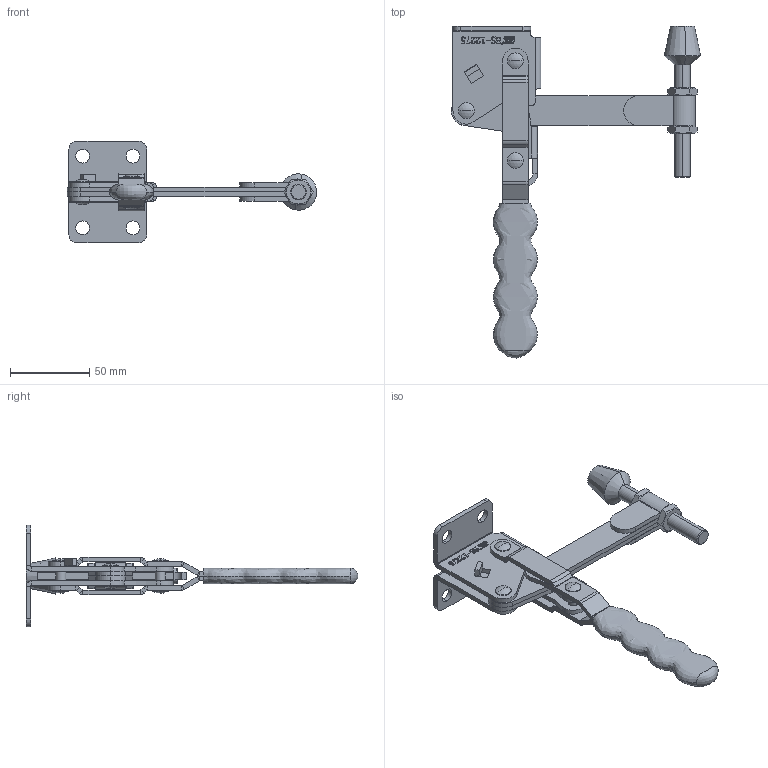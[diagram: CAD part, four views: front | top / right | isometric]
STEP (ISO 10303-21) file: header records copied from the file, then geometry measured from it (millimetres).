
FILE_DESCRIPTION (( 'STEP AP203' ), '1' );
FILE_NAME ('HS-12275装配体.STEP', '2018-12-07T01:25:46', ( 'PCOS' ), ( '微软中国' ), 'SwSTEP 2.0', 'SolidWorks 2012', '' );
FILE_SCHEMA (( 'CONFIG_CONTROL_DESIGN' ));
Length unit declared in the file: millimetre
Products named in the file (14): HS-12275蚾饜极; 傻种; 蟀裝; 酗种; 眻忒梟蚾饜极; 忒參; 眻忒梟; 妗陑揤參蚾饜极; hex thin nuts-grades ab-chamfered gb_GB_FASTENER_NUT_STNAB M10-N; 標; 揤輸; 妗陑揤參; 楊擘菁釱; hexagon head bolts-full thread gb_GB_FASTENER_BOLT_STBAB A M10X80-C
Assembly tree (18 placements, depth 3):
  HS-12275蚾饜极
    楊擘菁釱
    妗陑揤參蚾饜极
      妗陑揤參  x2
      揤輸
      標
      hexagon head bolts-full thread gb_GB_FASTENER_BOLT_STBAB A M10X80-C
      hex thin nuts-grades ab-chamfered gb_GB_FASTENER_NUT_STNAB M10-N  x2
    眻忒梟蚾饜极
      眻忒梟  x2
      忒參
    酗种  x2
    蟀裝
    傻种  x2
Bounding box: 157.7 x 209.95 x 64.3 mm (x, y, z)
Volume: 98355.1 mm3; surface area: 73741.6 mm2
Topology: 16 solids, 16 shells, 788 faces, 1977 edges, 1256 vertices
Faces by surface type: plane 406, cylinder 195, bspline 141, cone 30, sphere 16
Entity records: 31069 total; most frequent: CARTESIAN_POINT 13773, ORIENTED_EDGE 3446, DIRECTION 2883, EDGE_CURVE 1723, VERTEX_POINT 1104, LINE 1051, VECTOR 1051, AXIS2_PLACEMENT_3D 916
